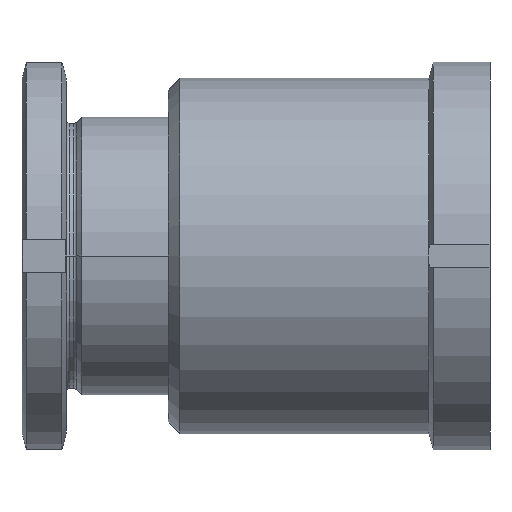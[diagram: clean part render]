
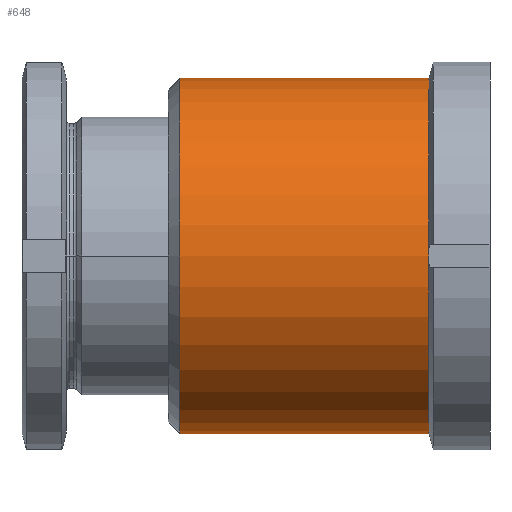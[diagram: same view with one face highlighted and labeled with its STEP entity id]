
A CAD part, left-side view. The second image highlights one B-rep face of the part: STEP entity #648.
In plain terms, the highlighted cylindrical face has radius 32 mm (diameter 64 mm), a partial arc.
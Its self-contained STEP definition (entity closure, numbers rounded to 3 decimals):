
#2 = EDGE_LOOP ( 'NONE', ( #349, #1659, #2768, #1502, #2338 ) ) ;
#22 = DIRECTION ( 'NONE',  ( 0., 1., 0. ) ) ;
#238 = DIRECTION ( 'NONE',  ( 0., 1., 0. ) ) ;
#247 = CIRCLE ( 'NONE', #2600, 32. ) ;
#253 = VECTOR ( 'NONE', #2481, 1000. ) ;
#349 = ORIENTED_EDGE ( 'NONE', *, *, #683, .F. ) ;
#501 = AXIS2_PLACEMENT_3D ( 'NONE', #2251, #1401, #2263 ) ;
#554 = LINE ( 'NONE', #953, #253 ) ;
#582 = VECTOR ( 'NONE', #238, 1000. ) ;
#648 = ADVANCED_FACE ( 'NONE', ( #1227 ), #1359, .T. ) ;
#649 = CIRCLE ( 'NONE', #501, 32. ) ;
#683 = EDGE_CURVE ( 'NONE', #2817, #1055, #554, .T. ) ;
#701 = CARTESIAN_POINT ( 'NONE',  ( 0., 10.447, 0. ) ) ;
#764 = VERTEX_POINT ( 'NONE', #1263 ) ;
#927 = DIRECTION ( 'NONE',  ( 0., 0., 1. ) ) ;
#953 = CARTESIAN_POINT ( 'NONE',  ( 0., 10.447, -32. ) ) ;
#977 = CARTESIAN_POINT ( 'NONE',  ( 0., -2.1, 32. ) ) ;
#1038 = CARTESIAN_POINT ( 'NONE',  ( -32., -47., 0. ) ) ;
#1055 = VERTEX_POINT ( 'NONE', #1365 ) ;
#1108 = CARTESIAN_POINT ( 'NONE',  ( 0., 10.447, 32. ) ) ;
#1125 = CARTESIAN_POINT ( 'NONE',  ( 0., -2.1, 0. ) ) ;
#1136 = DIRECTION ( 'NONE',  ( 0., -1., 0. ) ) ;
#1227 = FACE_OUTER_BOUND ( 'NONE', #2, .T. ) ;
#1242 = VERTEX_POINT ( 'NONE', #1038 ) ;
#1263 = CARTESIAN_POINT ( 'NONE',  ( 0., -47., 32. ) ) ;
#1359 = CYLINDRICAL_SURFACE ( 'NONE', #2349, 32. ) ;
#1365 = CARTESIAN_POINT ( 'NONE',  ( 0., -2.1, -32. ) ) ;
#1401 = DIRECTION ( 'NONE',  ( 0., 1., 0. ) ) ;
#1477 = EDGE_CURVE ( 'NONE', #1694, #1055, #247, .T. ) ;
#1502 = ORIENTED_EDGE ( 'NONE', *, *, #1513, .T. ) ;
#1513 = EDGE_CURVE ( 'NONE', #764, #1694, #2691, .T. ) ;
#1659 = ORIENTED_EDGE ( 'NONE', *, *, #2664, .T. ) ;
#1675 = CIRCLE ( 'NONE', #2639, 32. ) ;
#1694 = VERTEX_POINT ( 'NONE', #977 ) ;
#1834 = DIRECTION ( 'NONE',  ( 0., 1., 0. ) ) ;
#2046 = DIRECTION ( 'NONE',  ( 0., 0., 1. ) ) ;
#2228 = DIRECTION ( 'NONE',  ( 0., 0., -1. ) ) ;
#2251 = CARTESIAN_POINT ( 'NONE',  ( 0., -47., 0. ) ) ;
#2263 = DIRECTION ( 'NONE',  ( 0., 0., 1. ) ) ;
#2338 = ORIENTED_EDGE ( 'NONE', *, *, #1477, .T. ) ;
#2349 = AXIS2_PLACEMENT_3D ( 'NONE', #701, #22, #927 ) ;
#2461 = CARTESIAN_POINT ( 'NONE',  ( 0., -47., 0. ) ) ;
#2481 = DIRECTION ( 'NONE',  ( 0., 1., 0. ) ) ;
#2600 = AXIS2_PLACEMENT_3D ( 'NONE', #1125, #1136, #2228 ) ;
#2639 = AXIS2_PLACEMENT_3D ( 'NONE', #2461, #1834, #2046 ) ;
#2662 = EDGE_CURVE ( 'NONE', #1242, #764, #1675, .T. ) ;
#2664 = EDGE_CURVE ( 'NONE', #2817, #1242, #649, .T. ) ;
#2691 = LINE ( 'NONE', #1108, #582 ) ;
#2768 = ORIENTED_EDGE ( 'NONE', *, *, #2662, .T. ) ;
#2817 = VERTEX_POINT ( 'NONE', #2820 ) ;
#2820 = CARTESIAN_POINT ( 'NONE',  ( 0., -47., -32. ) ) ;
